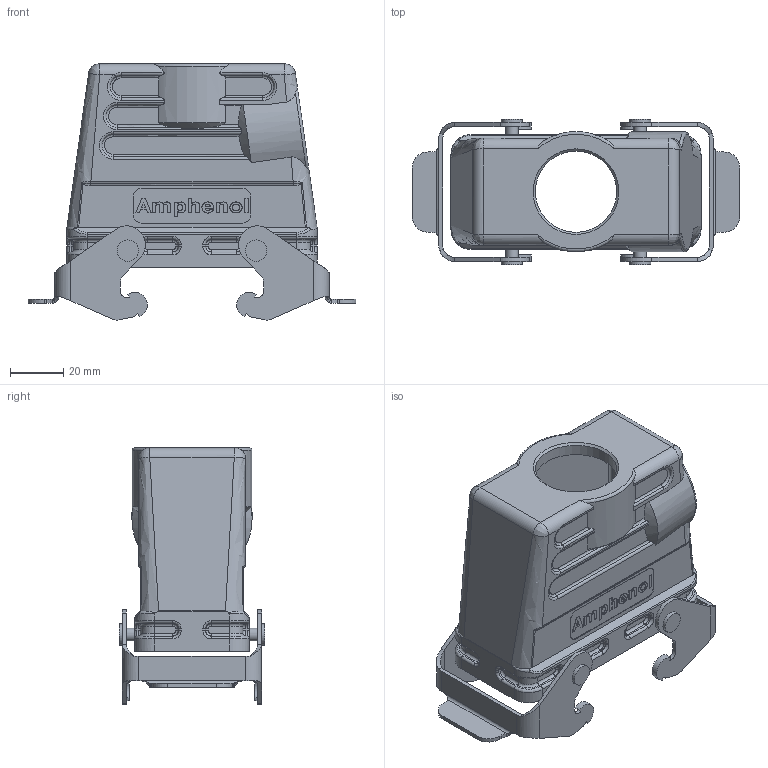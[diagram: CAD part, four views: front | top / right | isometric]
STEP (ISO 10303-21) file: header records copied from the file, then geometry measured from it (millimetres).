
FILE_DESCRIPTION(/* description */ (''),/* implementation_level */ '2;1');
FILE_NAME(/* name */ 'c146 21r016 602 8nxc001-01.stp',/* time_stamp */ '2021-04-21T10:05:04+02:00',/* author */ (''),/* organization */ (''),/* preprocessor_version */ 'ST-DEVELOPER v16.7',/* originating_system */ 'SIEMENS PLM Software NX 12.0',/* authorisation */ '');
FILE_SCHEMA (('AUTOMOTIVE_DESIGN { 1 0 10303 214 3 1 1 1 }'));
Length unit declared in the file: millimetre
Products named in the file (6): n 23 020 00x1nxm001-01; N 03 049 0001-03; C146 K12 052 E8-01_31021ID; N 25 049 1000-03_SOLID; c146 21r016 602 8nxm001-01; c146 21r016 602 8nxc001-01
Assembly tree (10 placements, depth 4):
  c146 21r016 602 8nxc001-01
    c146 21r016 602 8nxm001-01
      C146 K12 052 E8-01_31021ID
      N 03 049 0001-03  x4
      N 25 049 1000-03_SOLID  x2
        n 23 020 00x1nxm001-01
Bounding box: 122.6 x 54.4 x 95.79 mm (x, y, z)
Volume: 67021.1 mm3; surface area: 52423.7 mm2
Topology: 1 solids, 1 shells, 827 faces, 2082 edges, 1285 vertices
Faces by surface type: plane 269, cylinder 238, bspline 235, extrusion 66, cone 15, sphere 2, torus 2
Full cylindrical faces by diameter (mm): 2.5 x4, 4.8 x4, 8 x4, 30.38 x1
Entity records: 36798 total; most frequent: CARTESIAN_POINT 14341, ORIENTED_EDGE 4054, DIRECTION 3179, EDGE_CURVE 2027, VERTEX_POINT 1271, AXIS2_PLACEMENT_3D 1116, VECTOR 947, EDGE_LOOP 898
